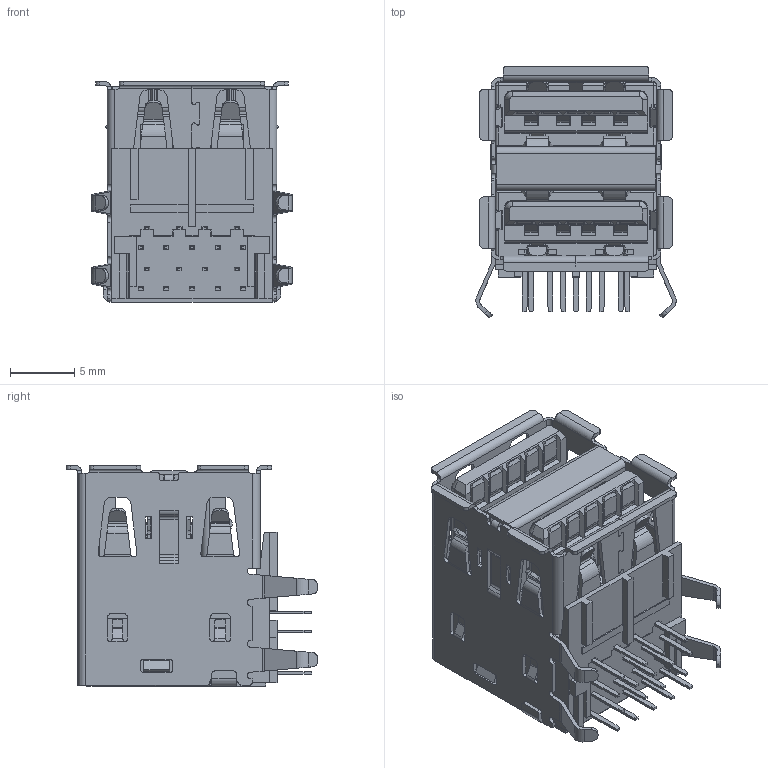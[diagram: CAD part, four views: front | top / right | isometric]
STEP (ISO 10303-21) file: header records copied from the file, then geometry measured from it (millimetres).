
FILE_DESCRIPTION (( 'STEP AP214' ), '1' );
FILE_NAME ('690N218-124-022.STEP', '2021-01-14T17:06:26', ( '' ), ( '' ), 'SwSTEP 2.0', 'SolidWorks 2020', '' );
FILE_SCHEMA (( 'AUTOMOTIVE_DESIGN' ));
Length unit declared in the file: millimetre
Products named in the file (19): Contact 14 690N218-X24-02X; Contact 8 690N218-X24-02X; Insulator2 690N218-X24-02X_Blue; Contact 17 690N218-X24-02X; Contact 7 690N218-X24-02X; Contact 2.0 Lower 690N218-X24-02X; Shell1 690N218-X24-02X; Shell3 690N218-X24-02X; Contact 6 690N218-X24-02X; Insulator1 690N218-X24-02X_Blue; Shell2 690N218-X24-02X; Contact 9 690N218-X24-02X; Contact 2.0 Upper 690N218-X24-02X; Contact 18 690N218-X24-02X; Contact 5 690N218-X24-02X; Contact 16 690N218-X24-02X; Contact 15 690N218-X24-02X; 690N218-124-022; Insulator3 690N218-X24-02X_Blue
Assembly tree (25 placements, depth 2):
  690N218-124-022
    Insulator2 690N218-X24-02X_Blue  x2
    Contact 2.0 Lower 690N218-X24-02X  x4
    Contact 9 690N218-X24-02X
    Contact 8 690N218-X24-02X
    Contact 5 690N218-X24-02X
    Contact 6 690N218-X24-02X
    Contact 7 690N218-X24-02X
    Contact 2.0 Upper 690N218-X24-02X  x4
    Contact 17 690N218-X24-02X
    Contact 16 690N218-X24-02X
    Contact 15 690N218-X24-02X
    Contact 18 690N218-X24-02X
    Contact 14 690N218-X24-02X
    Insulator1 690N218-X24-02X_Blue
    Insulator3 690N218-X24-02X_Blue
    Shell1 690N218-X24-02X
    Shell2 690N218-X24-02X
    Shell3 690N218-X24-02X
Bounding box: 15.6 x 19.6 x 17.2 mm (x, y, z)
Volume: 1707.1 mm3; surface area: 7378.5 mm2
Topology: 25 solids, 25 shells, 3066 faces, 8906 edges, 5864 vertices
Faces by surface type: plane 2258, cylinder 788, cone 10, bspline 10
Entity records: 79164 total; most frequent: CARTESIAN_POINT 16907, ORIENTED_EDGE 13530, DIRECTION 11884, EDGE_CURVE 6765, LINE 5242, VECTOR 5242, VERTEX_POINT 4442, AXIS2_PLACEMENT_3D 3321
